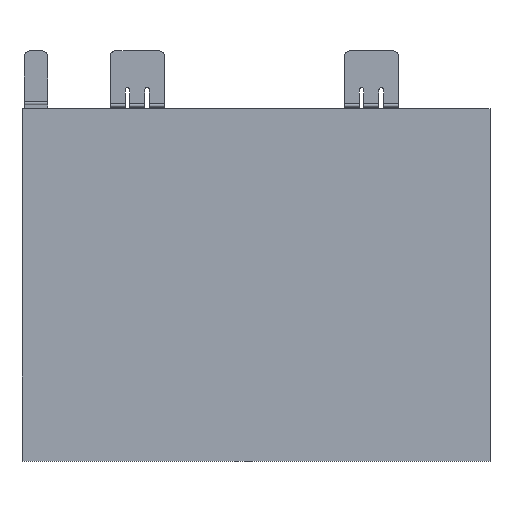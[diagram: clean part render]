
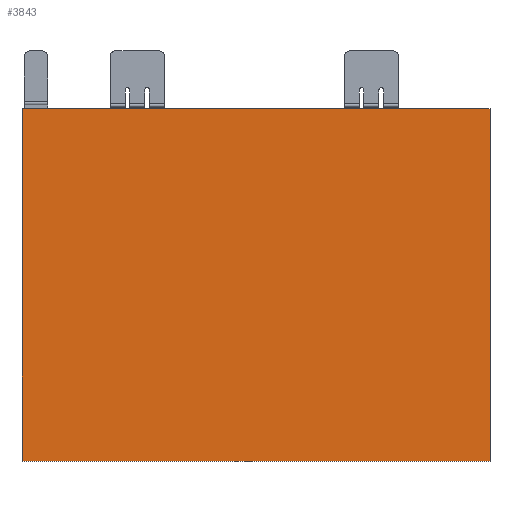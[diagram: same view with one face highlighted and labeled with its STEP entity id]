
A CAD part, top view. The second image highlights one B-rep face of the part: STEP entity #3843.
In plain terms, the highlighted planar face has unit normal (0, 0, 1).
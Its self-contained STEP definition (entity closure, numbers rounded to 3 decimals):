
#16 = ORIENTED_EDGE ( 'NONE', *, *, #3858, .T. ) ;
#256 = DIRECTION ( 'NONE',  ( 0., 0., 1. ) ) ;
#337 = VECTOR ( 'NONE', #1953, 1000. ) ;
#626 = LINE ( 'NONE', #3074, #3980 ) ;
#639 = VERTEX_POINT ( 'NONE', #1291 ) ;
#1121 = AXIS2_PLACEMENT_3D ( 'NONE', #4911, #256, #5835 ) ;
#1291 = CARTESIAN_POINT ( 'NONE',  ( 887.794, 439.832, 0.14 ) ) ;
#1559 = PLANE ( 'NONE',  #1121 ) ;
#1582 = FACE_OUTER_BOUND ( 'NONE', #1732, .T. ) ;
#1679 = LINE ( 'NONE', #2505, #3966 ) ;
#1732 = EDGE_LOOP ( 'NONE', ( #16, #3760, #2355, #1882 ) ) ;
#1882 = ORIENTED_EDGE ( 'NONE', *, *, #5376, .T. ) ;
#1953 = DIRECTION ( 'NONE',  ( 0., -1., 0. ) ) ;
#2150 = CARTESIAN_POINT ( 'NONE',  ( 928.294, 455.082, 0.14 ) ) ;
#2355 = ORIENTED_EDGE ( 'NONE', *, *, #5231, .T. ) ;
#2393 = CARTESIAN_POINT ( 'NONE',  ( 928.294, 470.332, 0.14 ) ) ;
#2394 = EDGE_CURVE ( 'NONE', #2612, #639, #5216, .T. ) ;
#2505 = CARTESIAN_POINT ( 'NONE',  ( 908.044, 470.332, 0.14 ) ) ;
#2612 = VERTEX_POINT ( 'NONE', #5028 ) ;
#2654 = CARTESIAN_POINT ( 'NONE',  ( 928.294, 439.832, 0.14 ) ) ;
#3074 = CARTESIAN_POINT ( 'NONE',  ( 908.044, 439.832, 0.14 ) ) ;
#3760 = ORIENTED_EDGE ( 'NONE', *, *, #2394, .T. ) ;
#3843 = ADVANCED_FACE ( 'NONE', ( #1582 ), #1559, .T. ) ;
#3858 = EDGE_CURVE ( 'NONE', #5502, #2612, #1679, .T. ) ;
#3873 = CARTESIAN_POINT ( 'NONE',  ( 887.794, 455.082, 0.14 ) ) ;
#3892 = DIRECTION ( 'NONE',  ( 1., 0., 0. ) ) ;
#3966 = VECTOR ( 'NONE', #4487, 1000. ) ;
#3980 = VECTOR ( 'NONE', #3892, 1000. ) ;
#3996 = VERTEX_POINT ( 'NONE', #2654 ) ;
#4487 = DIRECTION ( 'NONE',  ( -1., 0., 0. ) ) ;
#4648 = LINE ( 'NONE', #2150, #4767 ) ;
#4767 = VECTOR ( 'NONE', #5903, 1000. ) ;
#4911 = CARTESIAN_POINT ( 'NONE',  ( 908.044, 455.082, 0.14 ) ) ;
#5028 = CARTESIAN_POINT ( 'NONE',  ( 887.794, 470.332, 0.14 ) ) ;
#5216 = LINE ( 'NONE', #3873, #337 ) ;
#5231 = EDGE_CURVE ( 'NONE', #639, #3996, #626, .T. ) ;
#5376 = EDGE_CURVE ( 'NONE', #3996, #5502, #4648, .T. ) ;
#5502 = VERTEX_POINT ( 'NONE', #2393 ) ;
#5835 = DIRECTION ( 'NONE',  ( 1., 0., 0. ) ) ;
#5903 = DIRECTION ( 'NONE',  ( 0., 1., 0. ) ) ;
